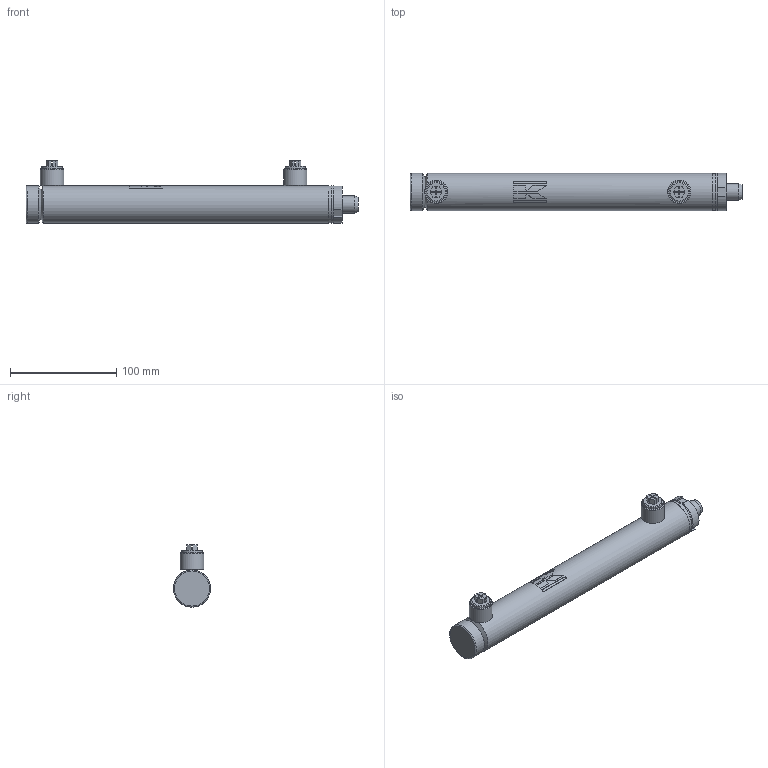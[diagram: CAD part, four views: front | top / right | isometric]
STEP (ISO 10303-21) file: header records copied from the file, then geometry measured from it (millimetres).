
FILE_DESCRIPTION (( 'STEP AP214' ), '1' );
FILE_NAME ('CFGCY0079670-Cylinder.step', '2026-03-10T10:31:33', ( 'Kramp IT' ), ( 'Kramp' ), 'SwSTEP 2.0', 'SolidWorks 2025', '' );
FILE_SCHEMA (( 'AUTOMOTIVE_DESIGN' ));
Length unit declared in the file: millimetre
Products named in the file (17): DS3902501A; DS2902513016VM_Simplified; DS2902504VM_Simplified; ATT-NONE; SLBMM1015; MATE-AID; SP04M; DS2902513016_Simplified; Tube_Simplified; DS2902504_Simplified; LSN04E; Tube-WA_Simplified; Tube-MA_Simplified; Rod-WA_Simplified; Rod_Simplified; CFGCY0079670-Cylinder
Assembly tree (16 placements, depth 4):
  ATT-NONE
  MATE-AID
  CFGCY0079670-Cylinder
    Tube-WA_Simplified
      Tube-MA_Simplified
        Tube_Simplified
        LSN04E
      LSN04E
      DS3902501A
        DS3902501A
    Rod-WA_Simplified
      Rod_Simplified
    DS2902513016VM_Simplified
      DS2902513016_Simplified
    DS2902504VM_Simplified
      DS2902504_Simplified
    SLBMM1015
    SP04M  x2
Bounding box: 312 x 35 x 58.5 mm (x, y, z)
Volume: 239818 mm3; surface area: 90247.4 mm2
Topology: 10 solids, 10 shells, 259 faces, 579 edges, 377 vertices
Faces by surface type: plane 137, cylinder 74, cone 30, torus 14, bspline 4
Full cylindrical faces by diameter (mm): 6 x2, 8.376 x1, 10 x1, 11.445 x2, 13.16 x2, 15 x1, 16 x2, 19.2 x2, 21 x1, 22 x4, 24 x2, 25 x2, 29 x1, 34.5 x1, 35 x3
Entity records: 6813 total; most frequent: CARTESIAN_POINT 1287, DIRECTION 876, ORIENTED_EDGE 710, EDGE_CURVE 355, AXIS2_PLACEMENT_3D 347, EDGE_LOOP 284, VERTEX_POINT 261, FACE_OUTER_BOUND 228
